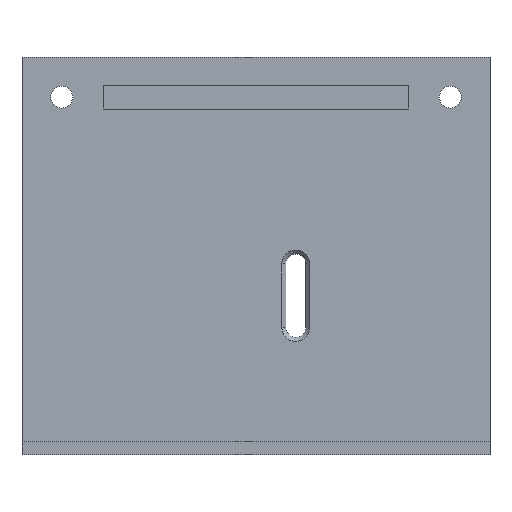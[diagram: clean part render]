
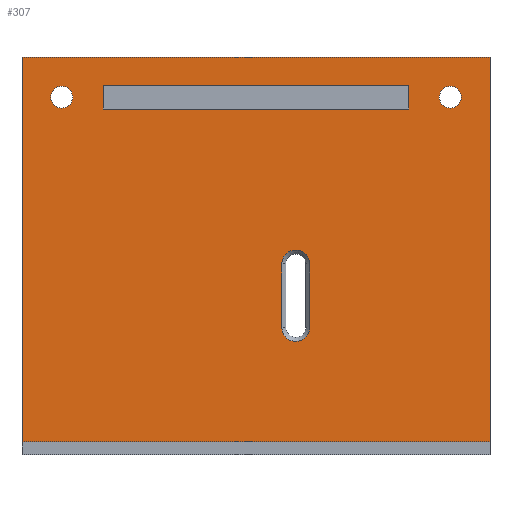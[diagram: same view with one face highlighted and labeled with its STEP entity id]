
A CAD part, top view. The second image highlights one B-rep face of the part: STEP entity #307.
In plain terms, the highlighted planar face has unit normal (0, 0, 1).
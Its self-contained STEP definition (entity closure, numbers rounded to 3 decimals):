
#40 = VERTEX_POINT('',#41);
#41 = CARTESIAN_POINT('',(58.917,0.,4.75));
#47 = EDGE_CURVE('',#40,#48,#50,.T.);
#48 = VERTEX_POINT('',#49);
#49 = CARTESIAN_POINT('',(58.917,-96.75,4.75));
#50 = LINE('',#51,#52);
#51 = CARTESIAN_POINT('',(58.917,0.,4.75));
#52 = VECTOR('',#53,1.);
#53 = DIRECTION('',(0.,-1.,0.));
#264 = VERTEX_POINT('',#265);
#265 = CARTESIAN_POINT('',(-58.917,0.,4.75));
#271 = EDGE_CURVE('',#40,#264,#272,.T.);
#272 = LINE('',#273,#274);
#273 = CARTESIAN_POINT('',(0.,0.,4.75));
#274 = VECTOR('',#275,1.);
#275 = DIRECTION('',(-1.,0.,0.));
#307 = ADVANCED_FACE('',(#308,#344,#362,#373,#407),#418,.T.);
#308 = FACE_BOUND('',#309,.T.);
#309 = EDGE_LOOP('',(#310,#320,#329,#337));
#310 = ORIENTED_EDGE('',*,*,#311,.T.);
#311 = EDGE_CURVE('',#312,#314,#316,.T.);
#312 = VERTEX_POINT('',#313);
#313 = CARTESIAN_POINT('',(6.5,-68.,4.75));
#314 = VERTEX_POINT('',#315);
#315 = CARTESIAN_POINT('',(6.5,-52.,4.75));
#316 = LINE('',#317,#318);
#317 = CARTESIAN_POINT('',(6.5,-68.,4.75));
#318 = VECTOR('',#319,1.);
#319 = DIRECTION('',(0.,1.,0.));
#320 = ORIENTED_EDGE('',*,*,#321,.T.);
#321 = EDGE_CURVE('',#314,#322,#324,.T.);
#322 = VERTEX_POINT('',#323);
#323 = CARTESIAN_POINT('',(13.5,-52.,4.75));
#324 = CIRCLE('',#325,3.5);
#325 = AXIS2_PLACEMENT_3D('',#326,#327,#328);
#326 = CARTESIAN_POINT('',(10.,-52.,4.75));
#327 = DIRECTION('',(0.,0.,-1.));
#328 = DIRECTION('',(-1.,0.,0.));
#329 = ORIENTED_EDGE('',*,*,#330,.T.);
#330 = EDGE_CURVE('',#322,#331,#333,.T.);
#331 = VERTEX_POINT('',#332);
#332 = CARTESIAN_POINT('',(13.5,-68.,4.75));
#333 = LINE('',#334,#335);
#334 = CARTESIAN_POINT('',(13.5,-52.,4.75));
#335 = VECTOR('',#336,1.);
#336 = DIRECTION('',(0.,-1.,0.));
#337 = ORIENTED_EDGE('',*,*,#338,.T.);
#338 = EDGE_CURVE('',#331,#312,#339,.T.);
#339 = CIRCLE('',#340,3.5);
#340 = AXIS2_PLACEMENT_3D('',#341,#342,#343);
#341 = CARTESIAN_POINT('',(10.,-68.,4.75));
#342 = DIRECTION('',(0.,0.,-1.));
#343 = DIRECTION('',(1.,0.,0.));
#344 = FACE_BOUND('',#345,.T.);
#345 = EDGE_LOOP('',(#346,#347,#355,#361));
#346 = ORIENTED_EDGE('',*,*,#271,.T.);
#347 = ORIENTED_EDGE('',*,*,#348,.T.);
#348 = EDGE_CURVE('',#264,#349,#351,.T.);
#349 = VERTEX_POINT('',#350);
#350 = CARTESIAN_POINT('',(-58.917,-96.75,4.75));
#351 = LINE('',#352,#353);
#352 = CARTESIAN_POINT('',(-58.917,0.,4.75));
#353 = VECTOR('',#354,1.);
#354 = DIRECTION('',(0.,-1.,0.));
#355 = ORIENTED_EDGE('',*,*,#356,.F.);
#356 = EDGE_CURVE('',#48,#349,#357,.T.);
#357 = LINE('',#358,#359);
#358 = CARTESIAN_POINT('',(0.,-96.75,4.75));
#359 = VECTOR('',#360,1.);
#360 = DIRECTION('',(-1.,0.,0.));
#361 = ORIENTED_EDGE('',*,*,#47,.F.);
#362 = FACE_BOUND('',#363,.T.);
#363 = EDGE_LOOP('',(#364));
#364 = ORIENTED_EDGE('',*,*,#365,.F.);
#365 = EDGE_CURVE('',#366,#366,#368,.T.);
#366 = VERTEX_POINT('',#367);
#367 = CARTESIAN_POINT('',(48.917,-12.75,4.75));
#368 = CIRCLE('',#369,2.75);
#369 = AXIS2_PLACEMENT_3D('',#370,#371,#372);
#370 = CARTESIAN_POINT('',(48.917,-10.,4.75));
#371 = DIRECTION('',(0.,0.,1.));
#372 = DIRECTION('',(0.,-1.,0.));
#373 = FACE_BOUND('',#374,.T.);
#374 = EDGE_LOOP('',(#375,#385,#393,#401));
#375 = ORIENTED_EDGE('',*,*,#376,.T.);
#376 = EDGE_CURVE('',#377,#379,#381,.T.);
#377 = VERTEX_POINT('',#378);
#378 = CARTESIAN_POINT('',(38.417,-7.,4.75));
#379 = VERTEX_POINT('',#380);
#380 = CARTESIAN_POINT('',(38.417,-13.,4.75));
#381 = LINE('',#382,#383);
#382 = CARTESIAN_POINT('',(38.417,-3.5,4.75));
#383 = VECTOR('',#384,1.);
#384 = DIRECTION('',(0.,-1.,0.));
#385 = ORIENTED_EDGE('',*,*,#386,.F.);
#386 = EDGE_CURVE('',#387,#379,#389,.T.);
#387 = VERTEX_POINT('',#388);
#388 = CARTESIAN_POINT('',(-38.417,-13.,4.75));
#389 = LINE('',#390,#391);
#390 = CARTESIAN_POINT('',(0.,-13.,4.75));
#391 = VECTOR('',#392,1.);
#392 = DIRECTION('',(1.,0.,0.));
#393 = ORIENTED_EDGE('',*,*,#394,.F.);
#394 = EDGE_CURVE('',#395,#387,#397,.T.);
#395 = VERTEX_POINT('',#396);
#396 = CARTESIAN_POINT('',(-38.417,-7.,4.75));
#397 = LINE('',#398,#399);
#398 = CARTESIAN_POINT('',(-38.417,-3.5,4.75));
#399 = VECTOR('',#400,1.);
#400 = DIRECTION('',(0.,-1.,0.));
#401 = ORIENTED_EDGE('',*,*,#402,.F.);
#402 = EDGE_CURVE('',#377,#395,#403,.T.);
#403 = LINE('',#404,#405);
#404 = CARTESIAN_POINT('',(0.,-7.,4.75));
#405 = VECTOR('',#406,1.);
#406 = DIRECTION('',(-1.,0.,0.));
#407 = FACE_BOUND('',#408,.T.);
#408 = EDGE_LOOP('',(#409));
#409 = ORIENTED_EDGE('',*,*,#410,.T.);
#410 = EDGE_CURVE('',#411,#411,#413,.T.);
#411 = VERTEX_POINT('',#412);
#412 = CARTESIAN_POINT('',(-48.917,-12.75,4.75));
#413 = CIRCLE('',#414,2.75);
#414 = AXIS2_PLACEMENT_3D('',#415,#416,#417);
#415 = CARTESIAN_POINT('',(-48.917,-10.,4.75));
#416 = DIRECTION('',(0.,0.,-1.));
#417 = DIRECTION('',(0.,-1.,0.));
#418 = PLANE('',#419);
#419 = AXIS2_PLACEMENT_3D('',#420,#421,#422);
#420 = CARTESIAN_POINT('',(0.,-48.375,4.75));
#421 = DIRECTION('',(0.,0.,1.));
#422 = DIRECTION('',(0.,1.,0.));
